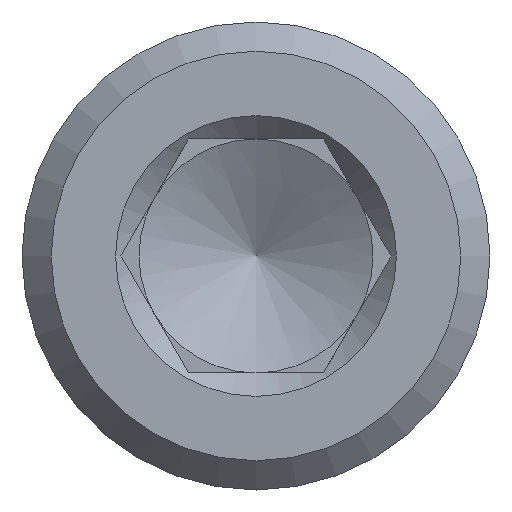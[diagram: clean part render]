
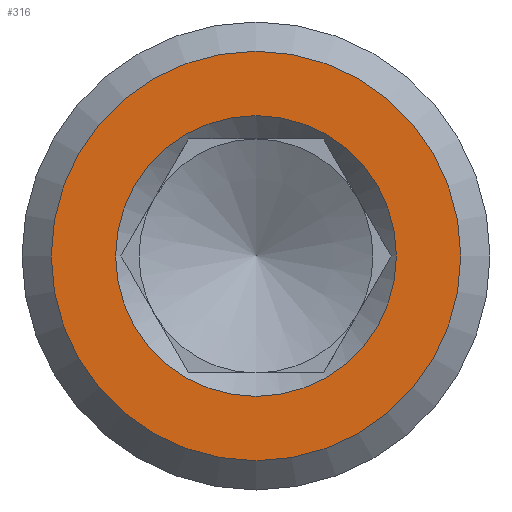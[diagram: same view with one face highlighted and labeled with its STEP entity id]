
A CAD part, left-side view. The second image highlights one B-rep face of the part: STEP entity #316.
In plain terms, the highlighted planar face has unit normal (-1, 0, 0).
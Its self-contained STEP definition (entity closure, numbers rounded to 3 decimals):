
#18=FACE_BOUND('',#58,.T.);
#20=PLANE('',#352);
#36=FACE_OUTER_BOUND('',#57,.T.);
#57=EDGE_LOOP('',(#231));
#58=EDGE_LOOP('',(#232));
#79=CIRCLE('',#351,0.9);
#80=CIRCLE('',#353,1.313);
#154=VERTEX_POINT('',#504);
#156=VERTEX_POINT('',#515);
#182=EDGE_CURVE('',#154,#154,#79,.T.);
#185=EDGE_CURVE('',#156,#156,#80,.T.);
#231=ORIENTED_EDGE('',*,*,#185,.T.);
#232=ORIENTED_EDGE('',*,*,#182,.F.);
#316=ADVANCED_FACE('',(#36,#18),#20,.F.);
#351=AXIS2_PLACEMENT_3D('',#506,#390,#391);
#352=AXIS2_PLACEMENT_3D('',#514,#392,#393);
#353=AXIS2_PLACEMENT_3D('',#516,#394,#395);
#390=DIRECTION('center_axis',(-1.,0.,0.));
#391=DIRECTION('ref_axis',(0.,0.,
1.));
#392=DIRECTION('center_axis',(1.,0.,0.));
#393=DIRECTION('ref_axis',(0.,0.,-1.));
#394=DIRECTION('center_axis',(-1.,0.,0.));
#395=DIRECTION('ref_axis',(0.,0.,
1.));
#504=CARTESIAN_POINT('',(-67.,0.,-0.9));
#506=CARTESIAN_POINT('Origin',(-67.,0.,0.));
#514=CARTESIAN_POINT('Origin',(-67.,0.,0.));
#515=CARTESIAN_POINT('',(-67.,0.,1.313));
#516=CARTESIAN_POINT('Origin',(-67.,0.,0.));
